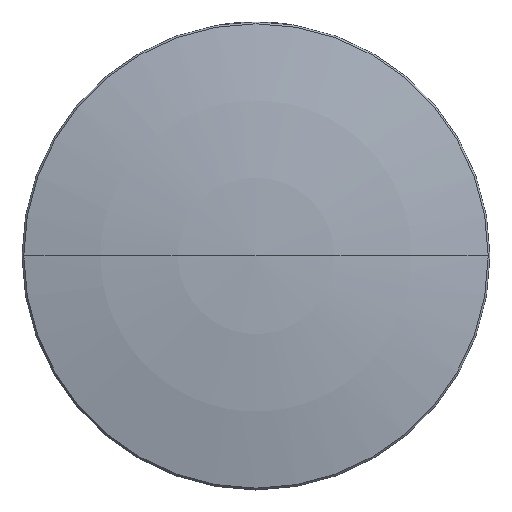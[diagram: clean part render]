
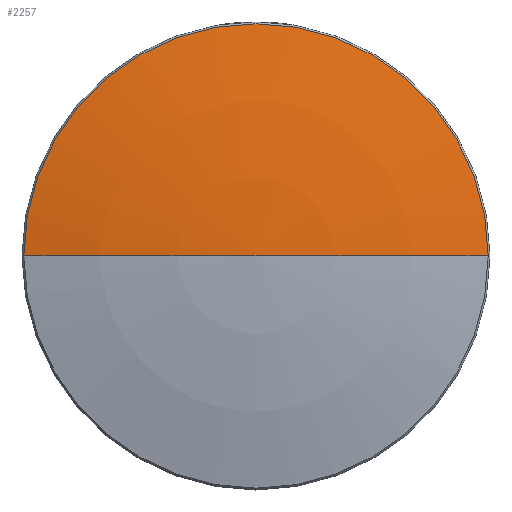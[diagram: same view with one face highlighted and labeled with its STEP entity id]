
A CAD part, top view. The second image highlights one B-rep face of the part: STEP entity #2257.
In plain terms, the highlighted toroidal (fillet/blend) face has major radius 0.002 mm and minor radius 115.02 mm.
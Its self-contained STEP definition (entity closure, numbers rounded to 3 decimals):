
#194 = ORIENTED_EDGE ( 'NONE', *, *, #1660, .F. ) ;
#356 = CARTESIAN_POINT ( 'NONE',  ( 1.56, 27.476, 67.261 ) ) ;
#397 = DIRECTION ( 'NONE',  ( 0., -1., 0. ) ) ;
#489 = CARTESIAN_POINT ( 'NONE',  ( -23.644, 27.476, -44.963 ) ) ;
#563 = VERTEX_POINT ( 'NONE', #1154 ) ;
#577 = CIRCLE ( 'NONE', #1701, 115.02 ) ;
#668 = DIRECTION ( 'NONE',  ( -1., 0., 0. ) ) ;
#804 = CARTESIAN_POINT ( 'NONE',  ( -23.647, 27.476, -44.963 ) ) ;
#814 = CARTESIAN_POINT ( 'NONE',  ( -48.85, 27.476, 67.261 ) ) ;
#864 = ORIENTED_EDGE ( 'NONE', *, *, #2412, .T. ) ;
#945 = CARTESIAN_POINT ( 'NONE',  ( -23.645, 27.476, -44.963 ) ) ;
#961 = EDGE_CURVE ( 'NONE', #2408, #563, #1733, .T. ) ;
#1063 = DIRECTION ( 'NONE',  ( 0., 1., 0. ) ) ;
#1154 = CARTESIAN_POINT ( 'NONE',  ( -23.645, 27.476, 70.057 ) ) ;
#1159 = EDGE_LOOP ( 'NONE', ( #864, #2120, #194 ) ) ;
#1174 = DIRECTION ( 'NONE',  ( 0., 0., -1. ) ) ;
#1238 = CARTESIAN_POINT ( 'NONE',  ( -23.645, 27.476, 67.261 ) ) ;
#1265 = DIRECTION ( 'NONE',  ( -1., 0., 0. ) ) ;
#1350 = AXIS2_PLACEMENT_3D ( 'NONE', #489, #1063, #1265 ) ;
#1545 = VERTEX_POINT ( 'NONE', #356 ) ;
#1547 = DIRECTION ( 'NONE',  ( 0., 0., 1. ) ) ;
#1660 = EDGE_CURVE ( 'NONE', #1545, #563, #577, .T. ) ;
#1701 = AXIS2_PLACEMENT_3D ( 'NONE', #804, #397, #1174 ) ;
#1733 = CIRCLE ( 'NONE', #1350, 115.02 ) ;
#1912 = CIRCLE ( 'NONE', #2238, 25.205 ) ;
#2120 = ORIENTED_EDGE ( 'NONE', *, *, #961, .T. ) ;
#2132 = DIRECTION ( 'NONE',  ( 1., 0., 0. ) ) ;
#2188 = AXIS2_PLACEMENT_3D ( 'NONE', #945, #1547, #2132 ) ;
#2204 = DIRECTION ( 'NONE',  ( 0., 0., 1. ) ) ;
#2238 = AXIS2_PLACEMENT_3D ( 'NONE', #1238, #2204, #668 ) ;
#2243 = FACE_OUTER_BOUND ( 'NONE', #1159, .T. ) ;
#2257 = ADVANCED_FACE ( 'NONE', ( #2243 ), #2305, .T. ) ;
#2305 = TOROIDAL_SURFACE ( 'NONE', #2188, -0.002, 115.02 ) ;
#2408 = VERTEX_POINT ( 'NONE', #814 ) ;
#2412 = EDGE_CURVE ( 'NONE', #1545, #2408, #1912, .T. ) ;
